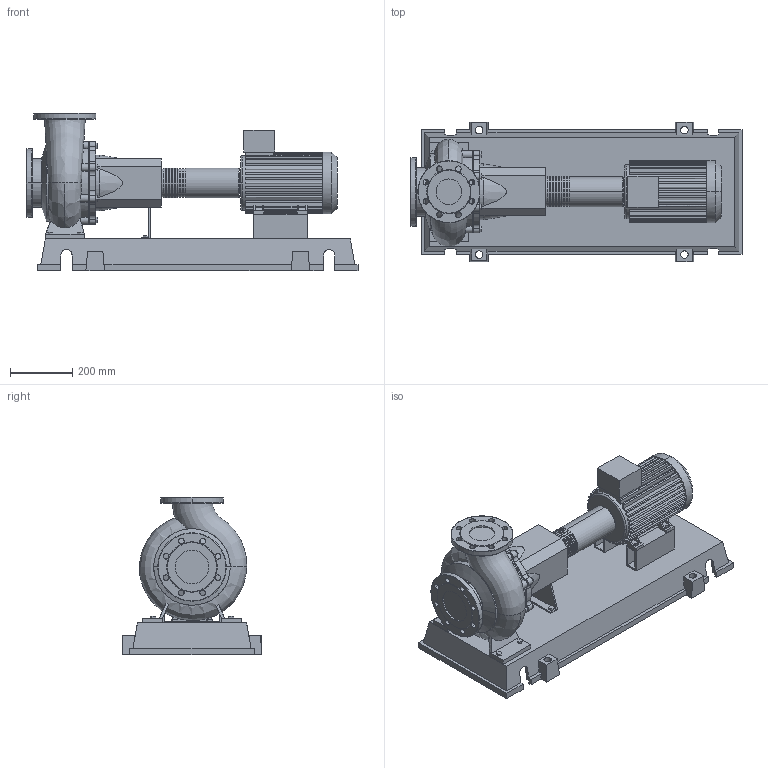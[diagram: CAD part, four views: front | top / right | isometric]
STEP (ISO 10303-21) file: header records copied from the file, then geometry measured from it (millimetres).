
FILE_DESCRIPTION((''),'2;1');
FILE_NAME('3d_NL80_160-2.2-4-12-4109223.stp','2015-03-03T07:17:52',(''),(''),'Mechanical Desktop 2009','Mechanical Desktop 2009',', , ');
FILE_SCHEMA(('CONFIG_CONTROL_DESIGN'));
Length unit declared in the file: millimetre
Products named in the file (1): Product
Bounding box: 1067.5 x 450 x 508 mm (x, y, z)
Volume: 37853701.9 mm3; surface area: 2921448.2 mm2
Topology: 13 solids, 13 shells, 867 faces, 2324 edges, 1529 vertices
Faces by surface type: plane 442, cylinder 241, bspline 156, cone 14, torus 14
Entity records: 31157 total; most frequent: CARTESIAN_POINT 9247, ORIENTED_EDGE 4650, DIRECTION 4387, EDGE_CURVE 2325, VERTEX_POINT 1528, VECTOR 1475, LINE 1475, AXIS2_PLACEMENT_3D 1456
